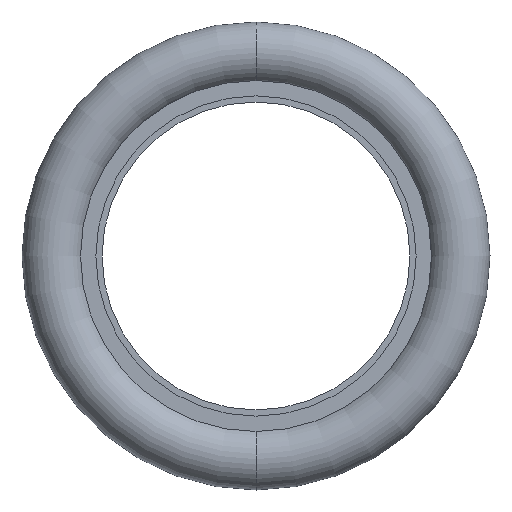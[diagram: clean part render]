
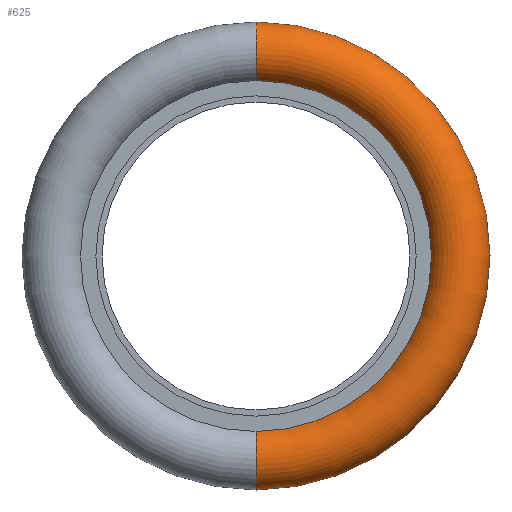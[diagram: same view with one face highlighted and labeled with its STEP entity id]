
A CAD part, front view. The second image highlights one B-rep face of the part: STEP entity #625.
In plain terms, the highlighted toroidal (fillet/blend) face has major radius 16.5 mm and minor radius 2.5 mm.
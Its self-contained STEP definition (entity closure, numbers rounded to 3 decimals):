
#10 = CARTESIAN_POINT ( 'NONE',  ( 10.668, -24.881, -7.726 ) ) ;
#16 = CARTESIAN_POINT ( 'NONE',  ( 10.668, -24.881, -2.726 ) ) ;
#19 = CARTESIAN_POINT ( 'NONE',  ( 10.668, -24.881, 30.274 ) ) ;
#38 = CARTESIAN_POINT ( 'NONE',  ( 10.668, -24.881, 25.274 ) ) ;
#57 = DIRECTION ( 'NONE',  ( 0., 0., 1. ) ) ;
#58 = DIRECTION ( 'NONE',  ( 0., 1., 0. ) ) ;
#66 = CARTESIAN_POINT ( 'NONE',  ( 10.668, -24.881, 11.274 ) ) ;
#160 = FACE_OUTER_BOUND ( 'NONE', #730, .T. ) ;
#164 = TOROIDAL_SURFACE ( 'NONE', #446, 16.5, 2.5 ) ;
#292 = DIRECTION ( 'NONE',  ( 0., 0., -1. ) ) ;
#293 = CARTESIAN_POINT ( 'NONE',  ( 10.668, -24.881, -5.226 ) ) ;
#295 = DIRECTION ( 'NONE',  ( 1., 0., 0. ) ) ;
#339 = CARTESIAN_POINT ( 'NONE',  ( 10.668, -24.881, 27.774 ) ) ;
#342 = DIRECTION ( 'NONE',  ( -1., 0., 0. ) ) ;
#343 = DIRECTION ( 'NONE',  ( 0., 0., 1. ) ) ;
#346 = CARTESIAN_POINT ( 'NONE',  ( 10.668, -24.881, 11.274 ) ) ;
#351 = DIRECTION ( 'NONE',  ( 0., 1., 0. ) ) ;
#356 = DIRECTION ( 'NONE',  ( 0., 0., 1. ) ) ;
#358 = CARTESIAN_POINT ( 'NONE',  ( 10.668, -24.881, 11.274 ) ) ;
#359 = DIRECTION ( 'NONE',  ( 0., 1., 0. ) ) ;
#361 = DIRECTION ( 'NONE',  ( 0., 0., 1. ) ) ;
#446 = AXIS2_PLACEMENT_3D ( 'NONE', #66, #58, #57 ) ;
#541 = AXIS2_PLACEMENT_3D ( 'NONE', #293, #295, #292 ) ;
#545 = AXIS2_PLACEMENT_3D ( 'NONE', #339, #342, #361 ) ;
#546 = AXIS2_PLACEMENT_3D ( 'NONE', #346, #359, #343 ) ;
#547 = AXIS2_PLACEMENT_3D ( 'NONE', #358, #351, #356 ) ;
#575 = EDGE_CURVE ( 'NONE', #721, #784, #648, .T. ) ;
#576 = EDGE_CURVE ( 'NONE', #658, #787, #685, .T. ) ;
#577 = EDGE_CURVE ( 'NONE', #658, #721, #640, .T. ) ;
#581 = EDGE_CURVE ( 'NONE', #787, #784, #744, .T. ) ;
#625 = ADVANCED_FACE ( 'NONE', ( #160 ), #164, .T. ) ;
#640 = CIRCLE ( 'NONE', #545, 2.5 ) ;
#648 = CIRCLE ( 'NONE', #547, 19. ) ;
#658 = VERTEX_POINT ( 'NONE', #38 ) ;
#666 = ORIENTED_EDGE ( 'NONE', *, *, #581, .T. ) ;
#672 = ORIENTED_EDGE ( 'NONE', *, *, #577, .F. ) ;
#685 = CIRCLE ( 'NONE', #546, 14. ) ;
#708 = ORIENTED_EDGE ( 'NONE', *, *, #576, .T. ) ;
#721 = VERTEX_POINT ( 'NONE', #19 ) ;
#730 = EDGE_LOOP ( 'NONE', ( #774, #672, #708, #666 ) ) ;
#744 = CIRCLE ( 'NONE', #541, 2.5 ) ;
#774 = ORIENTED_EDGE ( 'NONE', *, *, #575, .F. ) ;
#784 = VERTEX_POINT ( 'NONE', #10 ) ;
#787 = VERTEX_POINT ( 'NONE', #16 ) ;
